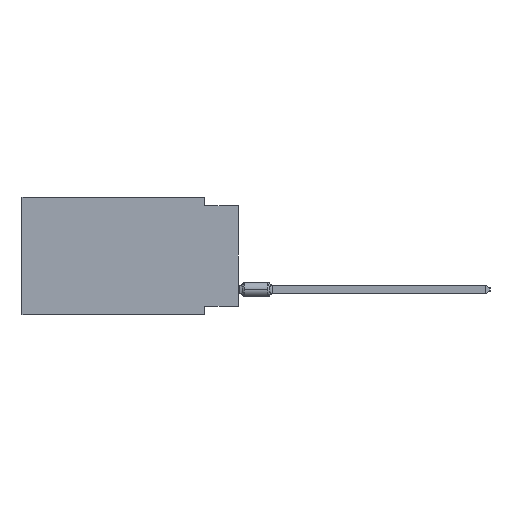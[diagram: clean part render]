
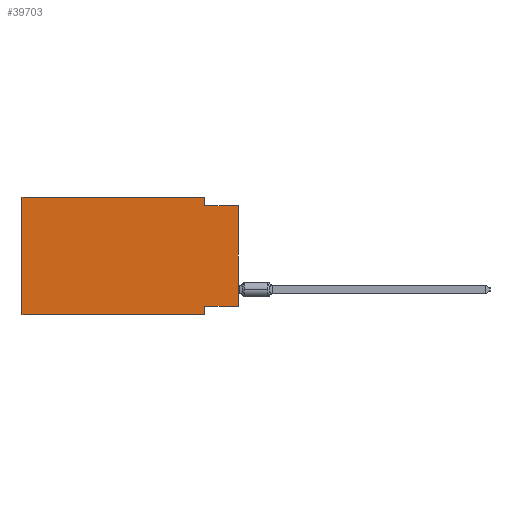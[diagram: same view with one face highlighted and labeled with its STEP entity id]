
A CAD part, left-side view. The second image highlights one B-rep face of the part: STEP entity #39703.
In plain terms, the highlighted planar face has unit normal (-1, 0, 0).
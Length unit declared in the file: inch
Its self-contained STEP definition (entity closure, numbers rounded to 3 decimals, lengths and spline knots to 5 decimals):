
#1461 = VERTEX_POINT ( 'NONE', #64296 ) ;
#1798 = ORIENTED_EDGE ( 'NONE', *, *, #2494, .T. ) ;
#2116 = LINE ( 'NONE', #44799, #47691 ) ;
#2494 = EDGE_CURVE ( 'NONE', #3897, #1461, #2116, .T. ) ;
#3800 = CARTESIAN_POINT ( 'NONE',  ( 0., 0.645, 0. ) ) ;
#3897 = VERTEX_POINT ( 'NONE', #18190 ) ;
#3981 = DIRECTION ( 'NONE',  ( 0., 1., 0. ) ) ;
#4141 = DIRECTION ( 'NONE',  ( 1., 0., 0. ) ) ;
#4903 = VECTOR ( 'NONE', #6726, 39.37008 ) ;
#6726 = DIRECTION ( 'NONE',  ( 0., -1., 0. ) ) ;
#9910 = ORIENTED_EDGE ( 'NONE', *, *, #38956, .F. ) ;
#10843 = VERTEX_POINT ( 'NONE', #55774 ) ;
#11563 = EDGE_CURVE ( 'NONE', #18657, #62200, #67069, .T. ) ;
#12800 = ORIENTED_EDGE ( 'NONE', *, *, #67135, .F. ) ;
#13010 = LINE ( 'NONE', #59856, #4903 ) ;
#15817 = VERTEX_POINT ( 'NONE', #53614 ) ;
#16152 = ORIENTED_EDGE ( 'NONE', *, *, #16690, .T. ) ;
#16173 = DIRECTION ( 'NONE',  ( 0., 0., -1. ) ) ;
#16690 = EDGE_CURVE ( 'NONE', #10843, #15817, #49385, .T. ) ;
#18190 = CARTESIAN_POINT ( 'NONE',  ( 0., 0., -0.325 ) ) ;
#18657 = VERTEX_POINT ( 'NONE', #67782 ) ;
#18684 = LINE ( 'NONE', #67307, #68351 ) ;
#19533 = DIRECTION ( 'NONE',  ( 0., 0., -1. ) ) ;
#20258 = LINE ( 'NONE', #68511, #65615 ) ;
#20584 = DIRECTION ( 'NONE',  ( 0., 0., 1. ) ) ;
#21397 = DIRECTION ( 'NONE',  ( 0., 0., -1. ) ) ;
#22781 = LINE ( 'NONE', #33629, #52434 ) ;
#30068 = CARTESIAN_POINT ( 'NONE',  ( 0., 0.1, -0.025 ) ) ;
#31231 = CARTESIAN_POINT ( 'NONE',  ( 0., 0.1, -0.35 ) ) ;
#31437 = ORIENTED_EDGE ( 'NONE', *, *, #35448, .F. ) ;
#31554 = ORIENTED_EDGE ( 'NONE', *, *, #58943, .F. ) ;
#33629 = CARTESIAN_POINT ( 'NONE',  ( 0., 0.1, 0. ) ) ;
#33634 = DIRECTION ( 'NONE',  ( 0., -1., 0. ) ) ;
#34182 = DIRECTION ( 'NONE',  ( 0., -1., 0. ) ) ;
#34881 = CARTESIAN_POINT ( 'NONE',  ( 0., 0.645, 0. ) ) ;
#35448 = EDGE_CURVE ( 'NONE', #10843, #18657, #20258, .T. ) ;
#38438 = EDGE_LOOP ( 'NONE', ( #1798, #31554, #9910, #49681, #31437, #16152, #12800, #52030 ) ) ;
#38893 = CARTESIAN_POINT ( 'NONE',  ( 0., 0.645, -0.35 ) ) ;
#38956 = EDGE_CURVE ( 'NONE', #62200, #52067, #22781, .T. ) ;
#39703 = ADVANCED_FACE ( 'NONE', ( #67458 ), #68474, .F. ) ;
#40219 = AXIS2_PLACEMENT_3D ( 'NONE', #3800, #4141, #19533 ) ;
#42115 = EDGE_CURVE ( 'NONE', #3897, #50530, #18684, .T. ) ;
#44090 = VECTOR ( 'NONE', #33634, 39.37008 ) ;
#44799 = CARTESIAN_POINT ( 'NONE',  ( 0., 0., 0. ) ) ;
#47691 = VECTOR ( 'NONE', #60861, 39.37008 ) ;
#49385 = LINE ( 'NONE', #38893, #44090 ) ;
#49681 = ORIENTED_EDGE ( 'NONE', *, *, #11563, .F. ) ;
#50530 = VERTEX_POINT ( 'NONE', #54481 ) ;
#52030 = ORIENTED_EDGE ( 'NONE', *, *, #42115, .F. ) ;
#52067 = VERTEX_POINT ( 'NONE', #30068 ) ;
#52434 = VECTOR ( 'NONE', #21397, 39.37008 ) ;
#53272 = LINE ( 'NONE', #31231, #62314 ) ;
#53614 = CARTESIAN_POINT ( 'NONE',  ( 0., 0.1, -0.35 ) ) ;
#54481 = CARTESIAN_POINT ( 'NONE',  ( 0., 0.1, -0.325 ) ) ;
#55774 = CARTESIAN_POINT ( 'NONE',  ( 0., 0.645, -0.35 ) ) ;
#58943 = EDGE_CURVE ( 'NONE', #52067, #1461, #13010, .T. ) ;
#59856 = CARTESIAN_POINT ( 'NONE',  ( 0., 0., -0.025 ) ) ;
#60861 = DIRECTION ( 'NONE',  ( 0., 0., 1. ) ) ;
#62200 = VERTEX_POINT ( 'NONE', #66156 ) ;
#62314 = VECTOR ( 'NONE', #16173, 39.37008 ) ;
#64296 = CARTESIAN_POINT ( 'NONE',  ( 0., 0., -0.025 ) ) ;
#65615 = VECTOR ( 'NONE', #20584, 39.37008 ) ;
#66156 = CARTESIAN_POINT ( 'NONE',  ( 0., 0.1, 0. ) ) ;
#67069 = LINE ( 'NONE', #34881, #67563 ) ;
#67135 = EDGE_CURVE ( 'NONE', #50530, #15817, #53272, .T. ) ;
#67307 = CARTESIAN_POINT ( 'NONE',  ( 0., 0., -0.325 ) ) ;
#67458 = FACE_OUTER_BOUND ( 'NONE', #38438, .T. ) ;
#67563 = VECTOR ( 'NONE', #34182, 39.37008 ) ;
#67782 = CARTESIAN_POINT ( 'NONE',  ( 0., 0.645, 0. ) ) ;
#68351 = VECTOR ( 'NONE', #3981, 39.37008 ) ;
#68474 = PLANE ( 'NONE',  #40219 ) ;
#68511 = CARTESIAN_POINT ( 'NONE',  ( 0., 0.645, 0. ) ) ;
